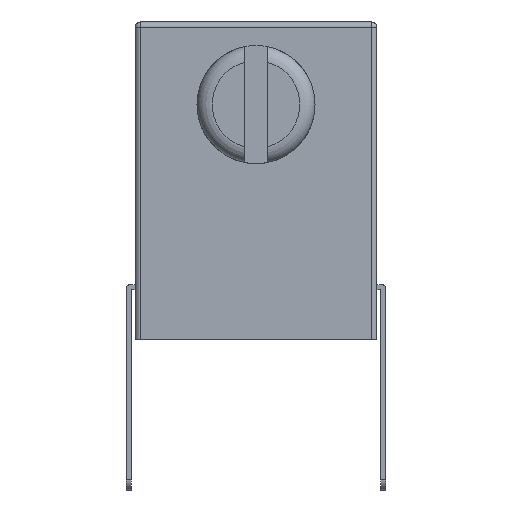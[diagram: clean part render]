
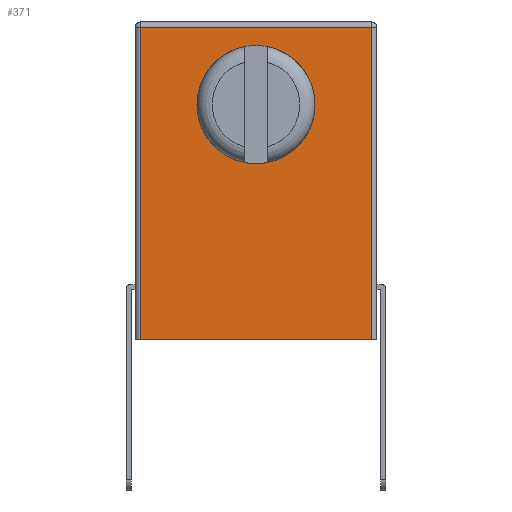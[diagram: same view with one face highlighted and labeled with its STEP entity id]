
A CAD part, left-side view. The second image highlights one B-rep face of the part: STEP entity #371.
In plain terms, the highlighted planar face has unit normal (-1, 0, 0).
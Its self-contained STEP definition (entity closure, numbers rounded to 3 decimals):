
#95 = VERTEX_POINT('',#96);
#96 = CARTESIAN_POINT('',(-16.02,4.849,6.344));
#103 = EDGE_CURVE('',#95,#104,#106,.T.);
#104 = VERTEX_POINT('',#105);
#105 = CARTESIAN_POINT('',(-16.02,0.231,6.344));
#106 = LINE('',#107,#108);
#107 = CARTESIAN_POINT('',(-16.02,4.849,6.344));
#108 = VECTOR('',#109,1.);
#109 = DIRECTION('',(0.,-1.,0.));
#371 = ADVANCED_FACE('',(#372,#397),#408,.F.);
#372 = FACE_BOUND('',#373,.F.);
#373 = EDGE_LOOP('',(#374,#382,#390,#396));
#374 = ORIENTED_EDGE('',*,*,#375,.F.);
#375 = EDGE_CURVE('',#376,#104,#378,.T.);
#376 = VERTEX_POINT('',#377);
#377 = CARTESIAN_POINT('',(-16.02,0.231,0.1));
#378 = LINE('',#379,#380);
#379 = CARTESIAN_POINT('',(-16.02,0.231,0.1));
#380 = VECTOR('',#381,1.);
#381 = DIRECTION('',(0.,0.,1.));
#382 = ORIENTED_EDGE('',*,*,#383,.F.);
#383 = EDGE_CURVE('',#384,#376,#386,.T.);
#384 = VERTEX_POINT('',#385);
#385 = CARTESIAN_POINT('',(-16.02,4.849,0.1));
#386 = LINE('',#387,#388);
#387 = CARTESIAN_POINT('',(-16.02,4.955,0.1));
#388 = VECTOR('',#389,1.);
#389 = DIRECTION('',(0.,-1.,0.));
#390 = ORIENTED_EDGE('',*,*,#391,.T.);
#391 = EDGE_CURVE('',#384,#95,#392,.T.);
#392 = LINE('',#393,#394);
#393 = CARTESIAN_POINT('',(-16.02,4.849,0.1));
#394 = VECTOR('',#395,1.);
#395 = DIRECTION('',(0.,0.,1.));
#396 = ORIENTED_EDGE('',*,*,#103,.T.);
#397 = FACE_BOUND('',#398,.F.);
#398 = EDGE_LOOP('',(#399));
#399 = ORIENTED_EDGE('',*,*,#400,.F.);
#400 = EDGE_CURVE('',#401,#401,#403,.T.);
#401 = VERTEX_POINT('',#402);
#402 = CARTESIAN_POINT('',(-16.02,2.54,5.98));
#403 = CIRCLE('',#404,1.18);
#404 = AXIS2_PLACEMENT_3D('',#405,#406,#407);
#405 = CARTESIAN_POINT('',(-16.02,2.54,4.8));
#406 = DIRECTION('',(1.,0.,0.));
#407 = DIRECTION('',(0.,0.,1.));
#408 = PLANE('',#409);
#409 = AXIS2_PLACEMENT_3D('',#410,#411,#412);
#410 = CARTESIAN_POINT('',(-16.02,4.955,0.1));
#411 = DIRECTION('',(1.,0.,0.));
#412 = DIRECTION('',(0.,-1.,0.));
